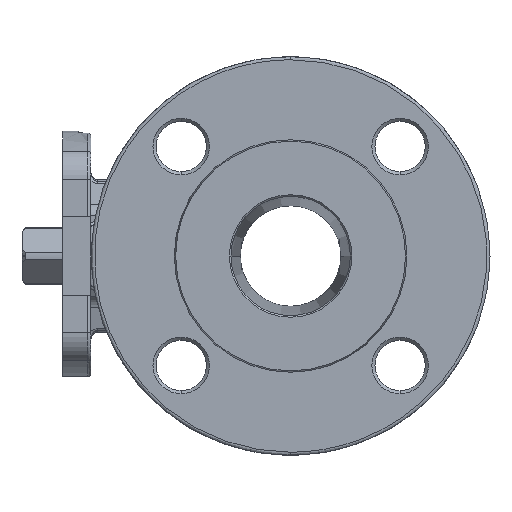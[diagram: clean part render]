
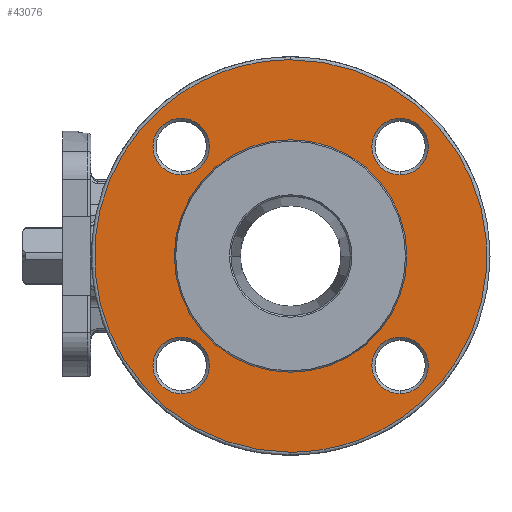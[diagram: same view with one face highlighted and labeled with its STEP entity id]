
A CAD part, left-side view. The second image highlights one B-rep face of the part: STEP entity #43076.
In plain terms, the highlighted planar face has unit normal (-1, 0, 0).
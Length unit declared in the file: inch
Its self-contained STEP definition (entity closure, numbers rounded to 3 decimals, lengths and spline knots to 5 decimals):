
#341 = CARTESIAN_POINT ( 'NONE',  ( -3.41814, -1.6356, 1.37246 ) ) ;
#1485 = EDGE_CURVE ( 'NONE', #18152, #28197, #29745, .T. ) ;
#2436 = VERTEX_POINT ( 'NONE', #30014 ) ;
#2671 = AXIS2_PLACEMENT_3D ( 'NONE', #3527, #27604, #10610 ) ;
#2878 = EDGE_CURVE ( 'NONE', #35562, #15811, #21947, .T. ) ;
#2953 =( BOUNDED_CURVE ( )  B_SPLINE_CURVE ( 3, ( #13572, #27010, #23867, #4260 ),
 .UNSPECIFIED., .F., .F. ) 
 B_SPLINE_CURVE_WITH_KNOTS ( ( 4, 4 ),
 ( 0., 0.5 ),
 .UNSPECIFIED. ) 
 CURVE ( )  GEOMETRIC_REPRESENTATION_ITEM ( )  RATIONAL_B_SPLINE_CURVE ( ( 1., 0.333, 0.333, 1. ) ) 
 REPRESENTATION_ITEM ( '' )  );
#3487 = AXIS2_PLACEMENT_3D ( 'NONE', #14736, #35508, #25468 ) ;
#3527 = CARTESIAN_POINT ( 'NONE',  ( -3.41814, 1.10931, -1.37246 ) ) ;
#4260 = CARTESIAN_POINT ( 'NONE',  ( -3.41814, -0.26315, -2.46063 ) ) ;
#4948 = CARTESIAN_POINT ( 'NONE',  ( -3.41814, 4.65811, 2.46063 ) ) ;
#5002 = EDGE_CURVE ( 'NONE', #38213, #31609, #2953, .T. ) ;
#5110 = ORIENTED_EDGE ( 'NONE', *, *, #7154, .T. ) ;
#5571 = AXIS2_PLACEMENT_3D ( 'NONE', #18909, #14277, #38997 ) ;
#5641 = CARTESIAN_POINT ( 'NONE',  ( -3.41814, -0.26315, 1.45782 ) ) ;
#5855 = EDGE_LOOP ( 'NONE', ( #38043, #21070 ) ) ;
#6073 = CARTESIAN_POINT ( 'NONE',  ( -3.41814, -1.6356, -1.72679 ) ) ;
#6178 = CARTESIAN_POINT ( 'NONE',  ( -3.41814, 1.10931, -1.01812 ) ) ;
#6420 = DIRECTION ( 'NONE',  ( 0., 0., 1. ) ) ;
#6543 = FACE_BOUND ( 'NONE', #43193, .T. ) ;
#6758 = CIRCLE ( 'NONE', #12427, 0.35433 ) ;
#6983 = FACE_BOUND ( 'NONE', #23594, .T. ) ;
#7084 = ORIENTED_EDGE ( 'NONE', *, *, #2878, .T. ) ;
#7154 = EDGE_CURVE ( 'NONE', #15123, #12097, #42168, .T. ) ;
#7342 = ORIENTED_EDGE ( 'NONE', *, *, #34660, .F. ) ;
#8267 = CIRCLE ( 'NONE', #36062, 0.35433 ) ;
#8756 = DIRECTION ( 'NONE',  ( 0., 0., 1. ) ) ;
#9345 = EDGE_CURVE ( 'NONE', #12097, #15123, #29983, .T. ) ;
#9756 = CARTESIAN_POINT ( 'NONE',  ( -3.41814, -1.6356, 1.37246 ) ) ;
#9846 = DIRECTION ( 'NONE',  ( 1., 0., 0. ) ) ;
#10610 = DIRECTION ( 'NONE',  ( 0., 0., 1. ) ) ;
#10964 = AXIS2_PLACEMENT_3D ( 'NONE', #21098, #34939, #11043 ) ;
#11043 = DIRECTION ( 'NONE',  ( 0., 0., -1. ) ) ;
#12097 = VERTEX_POINT ( 'NONE', #38135 ) ;
#12251 = CARTESIAN_POINT ( 'NONE',  ( -3.41814, -0.26315, 2.46063 ) ) ;
#12427 = AXIS2_PLACEMENT_3D ( 'NONE', #37636, #24018, #6420 ) ;
#12709 = EDGE_CURVE ( 'NONE', #16938, #13916, #42822, .T. ) ;
#13388 = CARTESIAN_POINT ( 'NONE',  ( -3.41814, 1.10931, 1.37246 ) ) ;
#13572 = CARTESIAN_POINT ( 'NONE',  ( -3.41814, -0.26315, 2.46063 ) ) ;
#13916 = VERTEX_POINT ( 'NONE', #23231 ) ;
#14046 = ORIENTED_EDGE ( 'NONE', *, *, #14664, .F. ) ;
#14277 = DIRECTION ( 'NONE',  ( 1., 0., 0. ) ) ;
#14299 = FACE_OUTER_BOUND ( 'NONE', #33301, .T. ) ;
#14664 = EDGE_CURVE ( 'NONE', #22987, #2436, #32974, .T. ) ;
#14736 = CARTESIAN_POINT ( 'NONE',  ( -3.41814, -1.72097, 0. ) ) ;
#14879 = CARTESIAN_POINT ( 'NONE',  ( -3.41814, -0.26315, 0. ) ) ;
#15104 = DIRECTION ( 'NONE',  ( -1., 0., 0. ) ) ;
#15123 = VERTEX_POINT ( 'NONE', #35743 ) ;
#15811 = VERTEX_POINT ( 'NONE', #6073 ) ;
#16016 = DIRECTION ( 'NONE',  ( 1., 0., 0. ) ) ;
#16449 = EDGE_CURVE ( 'NONE', #2436, #22987, #41647, .T. ) ;
#16760 = DIRECTION ( 'NONE',  ( 0., 0., 1. ) ) ;
#16806 = DIRECTION ( 'NONE',  ( 1., 0., 0. ) ) ;
#16938 = VERTEX_POINT ( 'NONE', #36920 ) ;
#17122 = DIRECTION ( 'NONE',  ( 0., 0., 1. ) ) ;
#18006 = EDGE_LOOP ( 'NONE', ( #42770, #21444 ) ) ;
#18152 = VERTEX_POINT ( 'NONE', #6178 ) ;
#18197 = CIRCLE ( 'NONE', #43174, 0.35433 ) ;
#18534 = CARTESIAN_POINT ( 'NONE',  ( -3.41814, 4.65811, -2.46063 ) ) ;
#18547 = AXIS2_PLACEMENT_3D ( 'NONE', #13388, #9846, #16760 ) ;
#18909 = CARTESIAN_POINT ( 'NONE',  ( -3.41814, -1.6356, -1.37246 ) ) ;
#19284 = AXIS2_PLACEMENT_3D ( 'NONE', #341, #16806, #31320 ) ;
#20122 = FACE_BOUND ( 'NONE', #18006, .T. ) ;
#20671 = ORIENTED_EDGE ( 'NONE', *, *, #36818, .T. ) ;
#20826 =( BOUNDED_CURVE ( )  B_SPLINE_CURVE ( 3, ( #35937, #18534, #4948, #12251 ),
 .UNSPECIFIED., .F., .F. ) 
 B_SPLINE_CURVE_WITH_KNOTS ( ( 4, 4 ),
 ( 0.5, 1. ),
 .UNSPECIFIED. ) 
 CURVE ( )  GEOMETRIC_REPRESENTATION_ITEM ( )  RATIONAL_B_SPLINE_CURVE ( ( 1., 0.333, 0.333, 1. ) ) 
 REPRESENTATION_ITEM ( '' )  );
#20862 = CARTESIAN_POINT ( 'NONE',  ( -3.41814, -0.26315, -2.46063 ) ) ;
#21070 = ORIENTED_EDGE ( 'NONE', *, *, #21091, .T. ) ;
#21091 = EDGE_CURVE ( 'NONE', #28197, #18152, #18197, .T. ) ;
#21098 = CARTESIAN_POINT ( 'NONE',  ( -3.41814, -0.26315, 0. ) ) ;
#21444 = ORIENTED_EDGE ( 'NONE', *, *, #38518, .T. ) ;
#21655 = ORIENTED_EDGE ( 'NONE', *, *, #5002, .F. ) ;
#21947 = CIRCLE ( 'NONE', #5571, 0.35433 ) ;
#22029 = DIRECTION ( 'NONE',  ( 0., 0., -1. ) ) ;
#22531 = CARTESIAN_POINT ( 'NONE',  ( -3.41814, -1.6356, -1.01812 ) ) ;
#22987 = VERTEX_POINT ( 'NONE', #5641 ) ;
#23231 = CARTESIAN_POINT ( 'NONE',  ( -3.41814, -1.6356, 1.01812 ) ) ;
#23594 = EDGE_LOOP ( 'NONE', ( #30523, #14046 ) ) ;
#23867 = CARTESIAN_POINT ( 'NONE',  ( -3.41814, -5.18441, -2.46063 ) ) ;
#24018 = DIRECTION ( 'NONE',  ( 1., 0., 0. ) ) ;
#24107 = CARTESIAN_POINT ( 'NONE',  ( -3.41814, -0.26315, 2.46063 ) ) ;
#25058 = CARTESIAN_POINT ( 'NONE',  ( -3.41814, 1.10931, 1.37246 ) ) ;
#25241 = PLANE ( 'NONE',  #3487 ) ;
#25468 = DIRECTION ( 'NONE',  ( 0., 0., -1. ) ) ;
#26976 = DIRECTION ( 'NONE',  ( 1., 0., 0. ) ) ;
#27010 = CARTESIAN_POINT ( 'NONE',  ( -3.41814, -5.18441, 2.46063 ) ) ;
#27604 = DIRECTION ( 'NONE',  ( 1., 0., 0. ) ) ;
#27956 = FACE_BOUND ( 'NONE', #36497, .T. ) ;
#28197 = VERTEX_POINT ( 'NONE', #39723 ) ;
#29745 = CIRCLE ( 'NONE', #2671, 0.35433 ) ;
#29983 = CIRCLE ( 'NONE', #18547, 0.35433 ) ;
#30014 = CARTESIAN_POINT ( 'NONE',  ( -3.41814, -0.26315, -1.45782 ) ) ;
#30523 = ORIENTED_EDGE ( 'NONE', *, *, #16449, .F. ) ;
#31320 = DIRECTION ( 'NONE',  ( 0., 0., 1. ) ) ;
#31609 = VERTEX_POINT ( 'NONE', #20862 ) ;
#32974 = CIRCLE ( 'NONE', #41511, 1.45782 ) ;
#33301 = EDGE_LOOP ( 'NONE', ( #7342, #21655 ) ) ;
#34660 = EDGE_CURVE ( 'NONE', #31609, #38213, #20826, .T. ) ;
#34939 = DIRECTION ( 'NONE',  ( -1., 0., 0. ) ) ;
#35254 = ORIENTED_EDGE ( 'NONE', *, *, #9345, .T. ) ;
#35508 = DIRECTION ( 'NONE',  ( 1., 0., 0. ) ) ;
#35562 = VERTEX_POINT ( 'NONE', #22531 ) ;
#35697 = AXIS2_PLACEMENT_3D ( 'NONE', #25058, #38669, #8756 ) ;
#35743 = CARTESIAN_POINT ( 'NONE',  ( -3.41814, 1.10931, 1.01812 ) ) ;
#35937 = CARTESIAN_POINT ( 'NONE',  ( -3.41814, -0.26315, -2.46063 ) ) ;
#36062 = AXIS2_PLACEMENT_3D ( 'NONE', #9756, #16016, #36998 ) ;
#36497 = EDGE_LOOP ( 'NONE', ( #35254, #5110 ) ) ;
#36818 = EDGE_CURVE ( 'NONE', #15811, #35562, #6758, .T. ) ;
#36920 = CARTESIAN_POINT ( 'NONE',  ( -3.41814, -1.6356, 1.72679 ) ) ;
#36998 = DIRECTION ( 'NONE',  ( 0., 0., 1. ) ) ;
#37636 = CARTESIAN_POINT ( 'NONE',  ( -3.41814, -1.6356, -1.37246 ) ) ;
#38043 = ORIENTED_EDGE ( 'NONE', *, *, #1485, .T. ) ;
#38135 = CARTESIAN_POINT ( 'NONE',  ( -3.41814, 1.10931, 1.72679 ) ) ;
#38213 = VERTEX_POINT ( 'NONE', #24107 ) ;
#38518 = EDGE_CURVE ( 'NONE', #13916, #16938, #8267, .T. ) ;
#38669 = DIRECTION ( 'NONE',  ( 1., 0., 0. ) ) ;
#38997 = DIRECTION ( 'NONE',  ( 0., 0., 1. ) ) ;
#39723 = CARTESIAN_POINT ( 'NONE',  ( -3.41814, 1.10931, -1.72679 ) ) ;
#40670 = FACE_BOUND ( 'NONE', #5855, .T. ) ;
#41511 = AXIS2_PLACEMENT_3D ( 'NONE', #14879, #15104, #22029 ) ;
#41647 = CIRCLE ( 'NONE', #10964, 1.45782 ) ;
#42168 = CIRCLE ( 'NONE', #35697, 0.35433 ) ;
#42770 = ORIENTED_EDGE ( 'NONE', *, *, #12709, .T. ) ;
#42822 = CIRCLE ( 'NONE', #19284, 0.35433 ) ;
#43076 = ADVANCED_FACE ( 'NONE', ( #6983, #14299, #40670, #6543, #27956, #20122 ), #25241, .F. ) ;
#43174 = AXIS2_PLACEMENT_3D ( 'NONE', #43501, #26976, #17122 ) ;
#43193 = EDGE_LOOP ( 'NONE', ( #7084, #20671 ) ) ;
#43501 = CARTESIAN_POINT ( 'NONE',  ( -3.41814, 1.10931, -1.37246 ) ) ;
